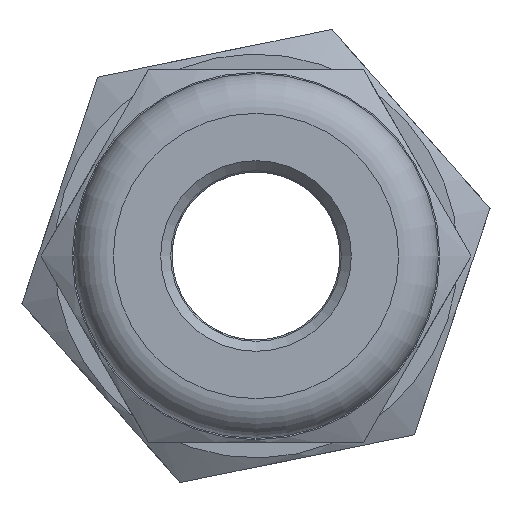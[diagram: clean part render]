
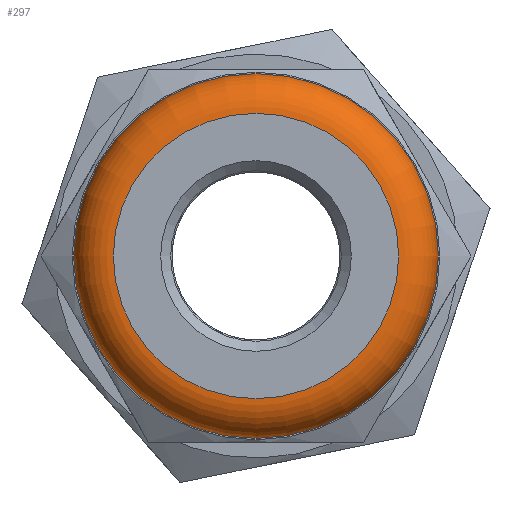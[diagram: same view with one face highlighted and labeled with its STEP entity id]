
A CAD part, left-side view. The second image highlights one B-rep face of the part: STEP entity #297.
In plain terms, the highlighted toroidal (fillet/blend) face has major radius 5.476 mm and minor radius 1.524 mm.
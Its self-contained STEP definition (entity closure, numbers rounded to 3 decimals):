
#270=CARTESIAN_POINT('',(-14.178,-8.353,-7.164));
#271=DIRECTION('',(1.0,0.,0.));
#272=DIRECTION('',(0.0,0.0,-1.0));
#273=AXIS2_PLACEMENT_3D('',#270,#271,#272);
#274=TOROIDAL_SURFACE('',#273,5.476,1.524);
#275=CARTESIAN_POINT('',(-14.178,-1.353,-7.164));
#276=VERTEX_POINT('',#275);
#277=CARTESIAN_POINT('',(-14.178,-8.353,-7.164));
#278=DIRECTION('',(1.0,0.0,0.0));
#279=DIRECTION('',(0.0,1.0,0.0));
#280=AXIS2_PLACEMENT_3D('',#277,#278,#279);
#281=CIRCLE('',#280,7.);
#282=EDGE_CURVE('',#276,#276,#281,.T.);
#283=ORIENTED_EDGE('',*,*,#282,.F.);
#284=EDGE_LOOP('',(#283));
#285=FACE_OUTER_BOUND('',#284,.T.);
#286=CARTESIAN_POINT('',(-15.702,-2.877,-7.164));
#287=VERTEX_POINT('',#286);
#288=CARTESIAN_POINT('',(-15.702,-8.353,-7.164));
#289=DIRECTION('',(1.0,0.0,0.0));
#290=DIRECTION('',(0.0,-1.0,0.0));
#291=AXIS2_PLACEMENT_3D('',#288,#289,#290);
#292=CIRCLE('',#291,5.476);
#293=EDGE_CURVE('',#287,#287,#292,.T.);
#294=ORIENTED_EDGE('',*,*,#293,.T.);
#295=EDGE_LOOP('',(#294));
#296=FACE_BOUND('',#295,.T.);
#297=ADVANCED_FACE('',(#285,#296),#274,.T.);
